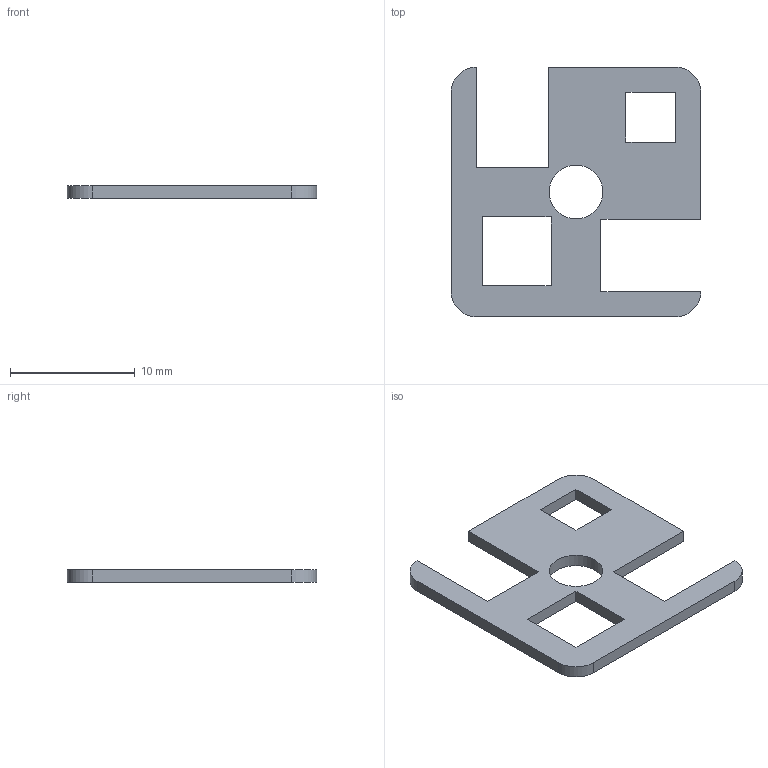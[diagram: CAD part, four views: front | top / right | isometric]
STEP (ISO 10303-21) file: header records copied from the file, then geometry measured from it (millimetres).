
FILE_DESCRIPTION((''),'2;1');
FILE_NAME('SP205_extern.ipt.step','2007-09-10T15:09:25',(''),(''),'Autodesk Inventor 11','Autodesk Inventor 11','');
FILE_SCHEMA(('AUTOMOTIVE_DESIGN { 1 0 10303 214 1 1 1 1 }'));
Length unit declared in the file: millimetre
Products named in the file (1): SP205_extern
Bounding box: 20 x 20 x 1 mm (x, y, z)
Volume: 243 mm3; surface area: 646.1 mm2
Topology: 1 solids, 1 shells, 25 faces, 70 edges, 47 vertices
Faces by surface type: plane 17, cylinder 4, bspline 4
Entity records: 836 total; most frequent: CARTESIAN_POINT 166, ORIENTED_EDGE 136, DIRECTION 122, EDGE_CURVE 68, VECTOR 58, LINE 58, VERTEX_POINT 46, AXIS2_PLACEMENT_3D 32
